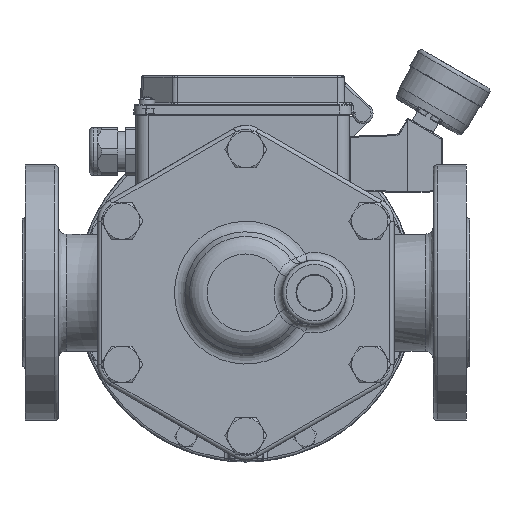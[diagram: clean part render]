
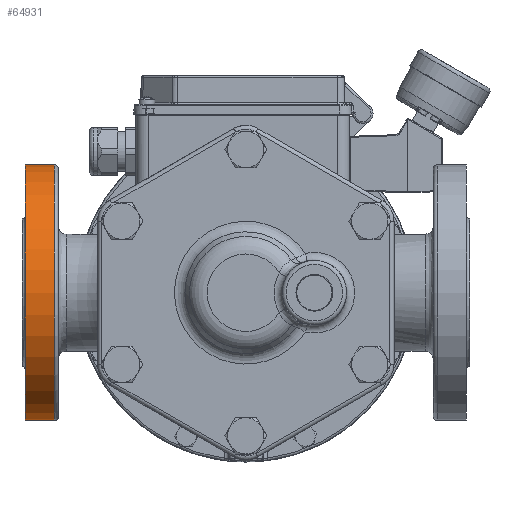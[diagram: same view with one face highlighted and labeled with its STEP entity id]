
A CAD part, front view. The second image highlights one B-rep face of the part: STEP entity #64931.
In plain terms, the highlighted cylindrical face has radius 63.5 mm (diameter 127 mm), a full revolution.
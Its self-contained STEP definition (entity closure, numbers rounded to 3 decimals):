
#2173=CIRCLE('',#69336,63.5);
#2174=CIRCLE('',#69337,63.5);
#2186=CIRCLE('',#69353,63.5);
#2187=CIRCLE('',#69354,63.5);
#4892=CYLINDRICAL_SURFACE('',#69352,63.5);
#8954=FACE_OUTER_BOUND('',#13019,.T.);
#13019=EDGE_LOOP('',(#46689,#46690,#46691,#46692,#46693,#46694));
#17336=LINE('',#110047,#21489);
#21489=VECTOR('',#78226,63.5);
#27818=VERTEX_POINT('',#109556);
#27819=VERTEX_POINT('',#109557);
#27830=VERTEX_POINT('',#110046);
#27831=VERTEX_POINT('',#110048);
#34777=EDGE_CURVE('',#27818,#27819,#2173,.T.);
#34778=EDGE_CURVE('',#27819,#27818,#2174,.T.);
#34794=EDGE_CURVE('',#27819,#27830,#17336,.T.);
#34795=EDGE_CURVE('',#27831,#27830,#2186,.T.);
#34796=EDGE_CURVE('',#27830,#27831,#2187,.T.);
#46689=ORIENTED_EDGE('',*,*,#34777,.T.);
#46690=ORIENTED_EDGE('',*,*,#34794,.T.);
#46691=ORIENTED_EDGE('',*,*,#34795,.F.);
#46692=ORIENTED_EDGE('',*,*,#34796,.F.);
#46693=ORIENTED_EDGE('',*,*,#34794,.F.);
#46694=ORIENTED_EDGE('',*,*,#34778,.T.);
#64931=ADVANCED_FACE('',(#8954),#4892,.T.);
#69336=AXIS2_PLACEMENT_3D('',#109558,#78192,#78193);
#69337=AXIS2_PLACEMENT_3D('',#109559,#78194,#78195);
#69352=AXIS2_PLACEMENT_3D('',#110045,#78224,#78225);
#69353=AXIS2_PLACEMENT_3D('',#110049,#78227,#78228);
#69354=AXIS2_PLACEMENT_3D('',#110050,#78229,#78230);
#78192=DIRECTION('center_axis',(1.,0.,0.));
#78193=DIRECTION('ref_axis',(0.,0.,1.));
#78194=DIRECTION('center_axis',(1.,0.,0.));
#78195=DIRECTION('ref_axis',(0.,0.,1.));
#78224=DIRECTION('center_axis',(-1.,0.,0.));
#78225=DIRECTION('ref_axis',(0.,0.,1.));
#78226=DIRECTION('',(1.,0.,0.));
#78227=DIRECTION('center_axis',(1.,0.,0.));
#78228=DIRECTION('ref_axis',(0.,0.,-1.));
#78229=DIRECTION('center_axis',(1.,0.,0.));
#78230=DIRECTION('ref_axis',(0.,0.,-1.));
#109556=CARTESIAN_POINT('',(-105.585,34.325,63.5));
#109557=CARTESIAN_POINT('',(-105.585,34.325,-63.5));
#109558=CARTESIAN_POINT('Origin',(-105.585,34.325,0.));
#109559=CARTESIAN_POINT('Origin',(-105.585,34.325,0.));
#110045=CARTESIAN_POINT('Origin',(-89.185,34.325,0.));
#110046=CARTESIAN_POINT('',(-91.185,34.325,-63.5));
#110047=CARTESIAN_POINT('',(-89.185,34.325,-63.5));
#110048=CARTESIAN_POINT('',(-91.185,34.325,63.5));
#110049=CARTESIAN_POINT('Origin',(-91.185,34.325,0.));
#110050=CARTESIAN_POINT('Origin',(-91.185,34.325,0.));
